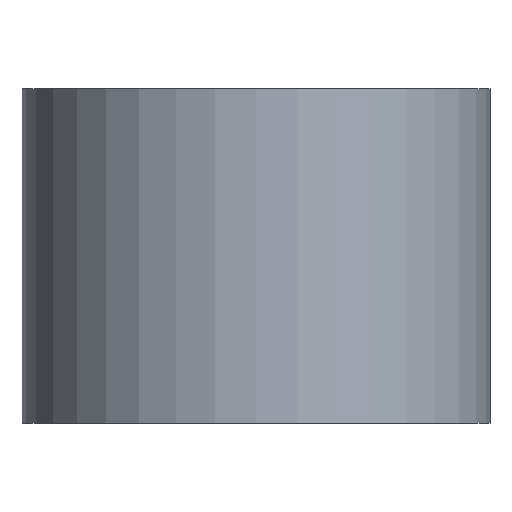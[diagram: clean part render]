
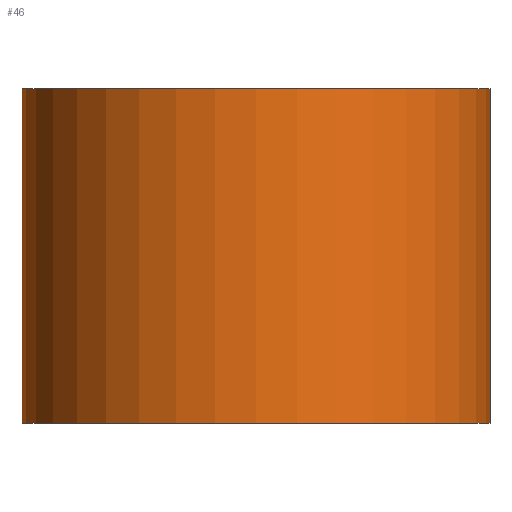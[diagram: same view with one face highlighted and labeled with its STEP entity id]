
A CAD part, front view. The second image highlights one B-rep face of the part: STEP entity #46.
In plain terms, the highlighted cylindrical face has radius 7 mm (diameter 14 mm), a partial arc.
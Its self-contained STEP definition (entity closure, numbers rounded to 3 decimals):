
#46=ADVANCED_FACE('',(#91),#92,.T.);
#91=FACE_OUTER_BOUND('',#130,.T.);
#92=CYLINDRICAL_SURFACE('',#131,7.0);
#130=EDGE_LOOP('',(#199,#200,#201,#202));
#131=AXIS2_PLACEMENT_3D('',#203,#204,#205);
#199=ORIENTED_EDGE('',*,*,#258,.F.);
#200=ORIENTED_EDGE('',*,*,#253,.T.);
#201=ORIENTED_EDGE('',*,*,#259,.F.);
#202=ORIENTED_EDGE('',*,*,#237,.F.);
#203=CARTESIAN_POINT('',(0.0,0.0,10.0));
#204=DIRECTION('',(0.0,-0.0,1.0));
#205=DIRECTION('',(-1.0,0.0,0.0));
#237=EDGE_CURVE('',#275,#274,#277,.T.);
#253=EDGE_CURVE('',#301,#300,#303,.T.);
#258=EDGE_CURVE('',#301,#275,#308,.T.);
#259=EDGE_CURVE('',#274,#300,#309,.T.);
#274=VERTEX_POINT('',#326);
#275=VERTEX_POINT('',#327);
#277=CIRCLE('',#329,7.0);
#300=VERTEX_POINT('',#356);
#301=VERTEX_POINT('',#357);
#303=CIRCLE('',#359,7.0);
#308=LINE('',#364,#365);
#309=LINE('',#366,#367);
#326=CARTESIAN_POINT('',(7.0,0.0,10.0));
#327=CARTESIAN_POINT('',(-7.0,0.,10.0));
#329=AXIS2_PLACEMENT_3D('',#383,#384,#385);
#356=CARTESIAN_POINT('',(7.0,0.0,0.0));
#357=CARTESIAN_POINT('',(-7.0,0.,0.0));
#359=AXIS2_PLACEMENT_3D('',#414,#415,#416);
#364=CARTESIAN_POINT('',(-7.0,0.,10.0));
#365=VECTOR('',#426,1.0);
#366=CARTESIAN_POINT('',(7.0,0.,10.0));
#367=VECTOR('',#427,1.0);
#383=CARTESIAN_POINT('',(0.0,0.0,10.0));
#384=DIRECTION('',(0.0,0.0,1.0));
#385=DIRECTION('',(1.0,0.0,0.0));
#414=CARTESIAN_POINT('',(0.0,0.0,0.0));
#415=DIRECTION('',(0.0,0.0,1.0));
#416=DIRECTION('',(1.0,0.0,0.0));
#426=DIRECTION('',(0.0,-0.0,1.0));
#427=DIRECTION('',(0.0,-0.0,-1.0));
